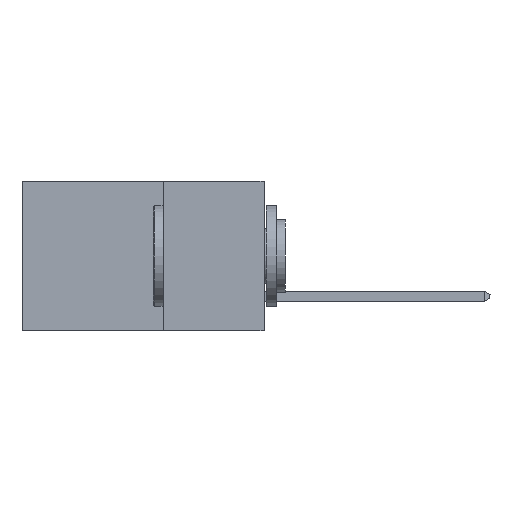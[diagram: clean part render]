
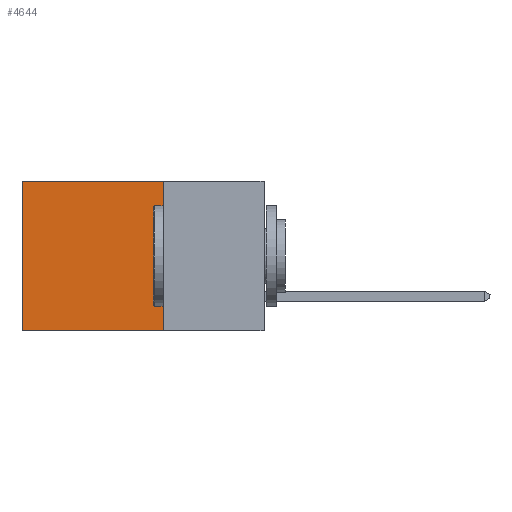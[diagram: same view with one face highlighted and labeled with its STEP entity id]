
A CAD part, left-side view. The second image highlights one B-rep face of the part: STEP entity #4644.
In plain terms, the highlighted planar face has unit normal (-1, 0, 0).
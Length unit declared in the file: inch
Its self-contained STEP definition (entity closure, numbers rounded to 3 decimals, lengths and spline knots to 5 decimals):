
#156 = DIRECTION ( 'NONE',  ( 0., 1., 0. ) ) ;
#257 = VECTOR ( 'NONE', #5027, 39.37008 ) ;
#272 = EDGE_LOOP ( 'NONE', ( #9471, #499, #9402, #3994 ) ) ;
#381 = VERTEX_POINT ( 'NONE', #9990 ) ;
#499 = ORIENTED_EDGE ( 'NONE', *, *, #6500, .F. ) ;
#866 = CARTESIAN_POINT ( 'NONE',  ( 0.298, 0.25, 0. ) ) ;
#1109 = CARTESIAN_POINT ( 'NONE',  ( 0.298, 0.25, -0.37 ) ) ;
#1204 = CARTESIAN_POINT ( 'NONE',  ( 0.298, 0.6, 0. ) ) ;
#1225 = VECTOR ( 'NONE', #156, 39.37008 ) ;
#1935 = CARTESIAN_POINT ( 'NONE',  ( 0.298, 0.25, 0. ) ) ;
#2041 = DIRECTION ( 'NONE',  ( 0., 0., -1. ) ) ;
#2656 = CARTESIAN_POINT ( 'NONE',  ( 0.298, 0.25, -0.37 ) ) ;
#3994 = ORIENTED_EDGE ( 'NONE', *, *, #6966, .T. ) ;
#4644 = ADVANCED_FACE ( 'NONE', ( #10107 ), #11774, .F. ) ;
#4788 = LINE ( 'NONE', #12065, #1225 ) ;
#5027 = DIRECTION ( 'NONE',  ( 0., 0., -1. ) ) ;
#5539 = AXIS2_PLACEMENT_3D ( 'NONE', #866, #11912, #2041 ) ;
#5553 = CARTESIAN_POINT ( 'NONE',  ( 0.298, 0.6, 0. ) ) ;
#5585 = VECTOR ( 'NONE', #11547, 39.37008 ) ;
#6491 = VERTEX_POINT ( 'NONE', #7409 ) ;
#6500 = EDGE_CURVE ( 'NONE', #11602, #381, #9626, .T. ) ;
#6966 = EDGE_CURVE ( 'NONE', #6491, #10536, #4788, .T. ) ;
#7262 = LINE ( 'NONE', #1204, #257 ) ;
#7409 = CARTESIAN_POINT ( 'NONE',  ( 0.298, 0.25, 0. ) ) ;
#7835 = DIRECTION ( 'NONE',  ( 0., 0., -1. ) ) ;
#8552 = EDGE_CURVE ( 'NONE', #10536, #381, #7262, .T. ) ;
#9402 = ORIENTED_EDGE ( 'NONE', *, *, #12232, .F. ) ;
#9471 = ORIENTED_EDGE ( 'NONE', *, *, #8552, .T. ) ;
#9626 = LINE ( 'NONE', #2656, #5585 ) ;
#9990 = CARTESIAN_POINT ( 'NONE',  ( 0.298, 0.6, -0.37 ) ) ;
#10107 = FACE_OUTER_BOUND ( 'NONE', #272, .T. ) ;
#10125 = VECTOR ( 'NONE', #7835, 39.37008 ) ;
#10454 = LINE ( 'NONE', #1935, #10125 ) ;
#10536 = VERTEX_POINT ( 'NONE', #5553 ) ;
#11547 = DIRECTION ( 'NONE',  ( 0., 1., 0. ) ) ;
#11602 = VERTEX_POINT ( 'NONE', #1109 ) ;
#11774 = PLANE ( 'NONE',  #5539 ) ;
#11912 = DIRECTION ( 'NONE',  ( 1., 0., 0. ) ) ;
#12065 = CARTESIAN_POINT ( 'NONE',  ( 0.298, 0.25, 0. ) ) ;
#12232 = EDGE_CURVE ( 'NONE', #6491, #11602, #10454, .T. ) ;
